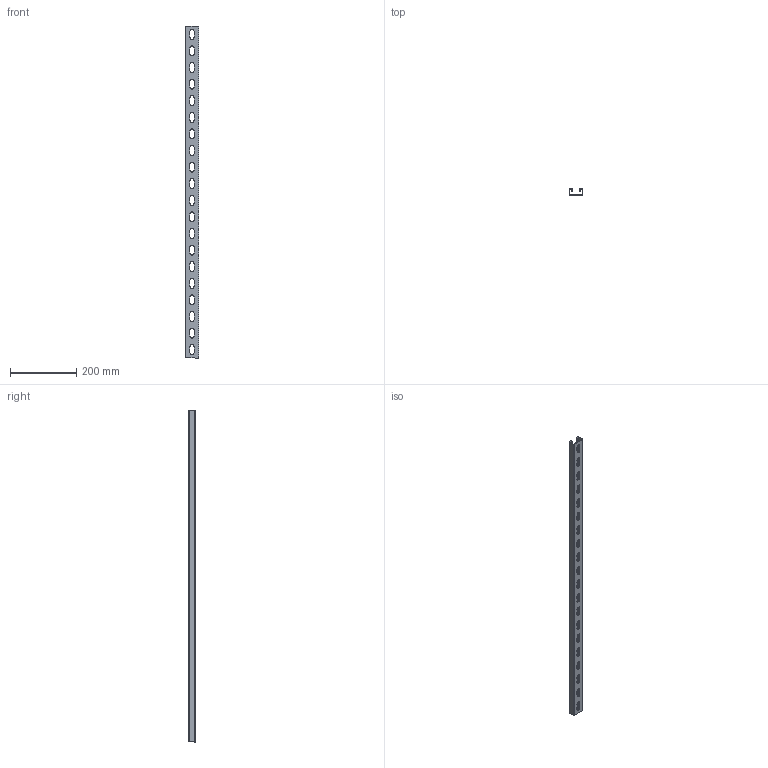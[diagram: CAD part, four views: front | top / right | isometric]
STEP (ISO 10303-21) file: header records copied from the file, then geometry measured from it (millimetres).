
FILE_DESCRIPTION (( 'STEP AP203' ), '1' );
FILE_NAME ('STRUT-镳铘桦黖h21-1000.step', '2022-01-25T11:16:00', ( '' ), ( '' ), 'SwSTEP 2.0', 'SolidWorks 2017', '' );
FILE_SCHEMA (( 'CONFIG_CONTROL_DESIGN' ));
Length unit declared in the file: millimetre
Products named in the file (1): STRUT-镳铘桦黖h21-1000
Bounding box: 41 x 21 x 1000 mm (x, y, z)
Volume: 142960.8 mm3; surface area: 199294.7 mm2
Topology: 1 solids, 1 shells, 1702 faces, 5100 edges, 3400 vertices
Faces by surface type: plane 1656, cylinder 46
Entity records: 56373 total; most frequent: CARTESIAN_POINT 10203, ORIENTED_EDGE 10200, DIRECTION 8598, EDGE_CURVE 5100, VECTOR 5008, LINE 5008, VERTEX_POINT 3400, AXIS2_PLACEMENT_3D 1795
